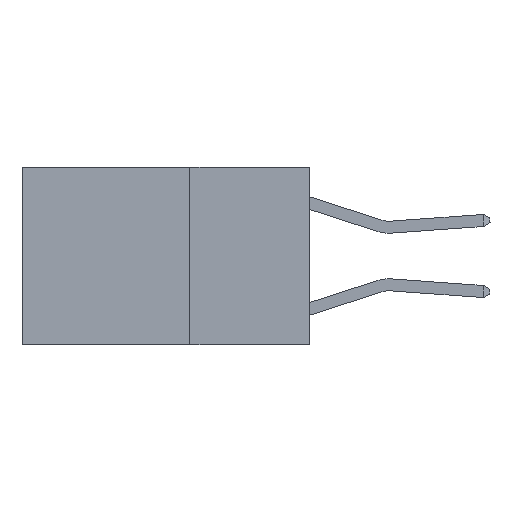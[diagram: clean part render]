
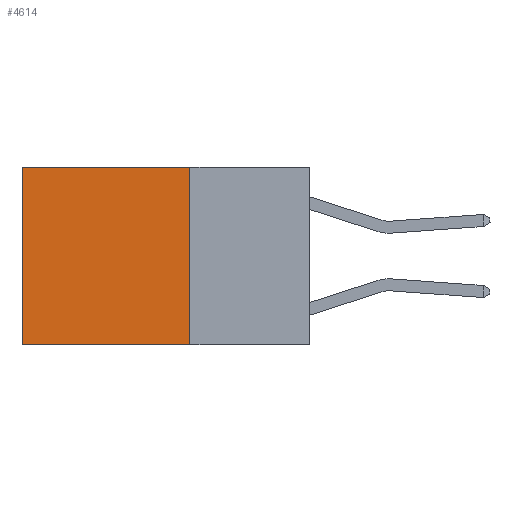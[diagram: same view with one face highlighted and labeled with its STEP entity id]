
A CAD part, left-side view. The second image highlights one B-rep face of the part: STEP entity #4614.
In plain terms, the highlighted planar face has unit normal (-1, 0, 0).
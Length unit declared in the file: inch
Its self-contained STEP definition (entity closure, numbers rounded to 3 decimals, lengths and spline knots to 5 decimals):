
#267 = VECTOR ( 'NONE', #3964, 39.37008 ) ;
#595 = EDGE_CURVE ( 'NONE', #3171, #1441, #8078, .T. ) ;
#778 = ORIENTED_EDGE ( 'NONE', *, *, #10211, .F. ) ;
#1264 = CARTESIAN_POINT ( 'NONE',  ( 0.2625, 0.25, 0. ) ) ;
#1436 = VECTOR ( 'NONE', #4463, 39.37008 ) ;
#1441 = VERTEX_POINT ( 'NONE', #8237 ) ;
#1593 = LINE ( 'NONE', #4176, #5857 ) ;
#1690 = LINE ( 'NONE', #9278, #1436 ) ;
#1959 = FACE_OUTER_BOUND ( 'NONE', #9192, .T. ) ;
#2415 = CARTESIAN_POINT ( 'NONE',  ( 0.2625, 0.25, 0. ) ) ;
#2827 = PLANE ( 'NONE',  #8442 ) ;
#2843 = EDGE_CURVE ( 'NONE', #4892, #7607, #10135, .T. ) ;
#3171 = VERTEX_POINT ( 'NONE', #4096 ) ;
#3623 = DIRECTION ( 'NONE',  ( 0., 0., -1. ) ) ;
#3726 = VECTOR ( 'NONE', #6070, 39.37008 ) ;
#3964 = DIRECTION ( 'NONE',  ( 0., 0., -1. ) ) ;
#4096 = CARTESIAN_POINT ( 'NONE',  ( 0.2625, 0.6, 0. ) ) ;
#4176 = CARTESIAN_POINT ( 'NONE',  ( 0.2625, 0.25, 0. ) ) ;
#4255 = CARTESIAN_POINT ( 'NONE',  ( 0.2625, 0.25, -0.37 ) ) ;
#4411 = CARTESIAN_POINT ( 'NONE',  ( 0.2625, 0.25, 0. ) ) ;
#4430 = EDGE_CURVE ( 'NONE', #4892, #3171, #1593, .T. ) ;
#4463 = DIRECTION ( 'NONE',  ( 0., 1., 0. ) ) ;
#4511 = ORIENTED_EDGE ( 'NONE', *, *, #4430, .T. ) ;
#4614 = ADVANCED_FACE ( 'NONE', ( #1959 ), #2827, .F. ) ;
#4892 = VERTEX_POINT ( 'NONE', #2415 ) ;
#4980 = DIRECTION ( 'NONE',  ( 0., 1., 0. ) ) ;
#5857 = VECTOR ( 'NONE', #4980, 39.37008 ) ;
#6070 = DIRECTION ( 'NONE',  ( 0., 0., -1. ) ) ;
#6900 = ORIENTED_EDGE ( 'NONE', *, *, #2843, .F. ) ;
#7607 = VERTEX_POINT ( 'NONE', #4255 ) ;
#7987 = CARTESIAN_POINT ( 'NONE',  ( 0.2625, 0.6, 0. ) ) ;
#8078 = LINE ( 'NONE', #7987, #267 ) ;
#8237 = CARTESIAN_POINT ( 'NONE',  ( 0.2625, 0.6, -0.37 ) ) ;
#8442 = AXIS2_PLACEMENT_3D ( 'NONE', #4411, #8444, #3623 ) ;
#8444 = DIRECTION ( 'NONE',  ( 1., 0., 0. ) ) ;
#9192 = EDGE_LOOP ( 'NONE', ( #9397, #778, #6900, #4511 ) ) ;
#9278 = CARTESIAN_POINT ( 'NONE',  ( 0.2625, 0.25, -0.37 ) ) ;
#9397 = ORIENTED_EDGE ( 'NONE', *, *, #595, .T. ) ;
#10135 = LINE ( 'NONE', #1264, #3726 ) ;
#10211 = EDGE_CURVE ( 'NONE', #7607, #1441, #1690, .T. ) ;
